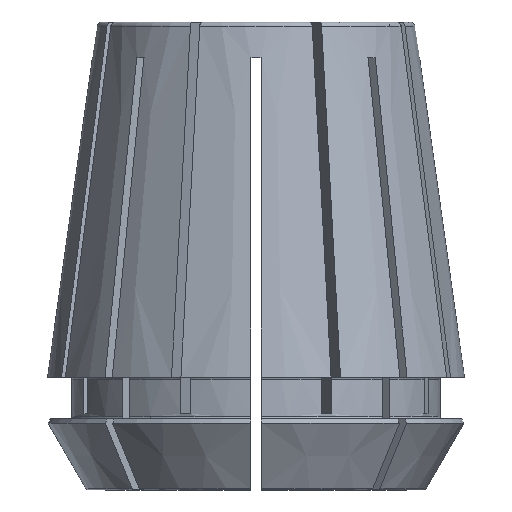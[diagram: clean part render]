
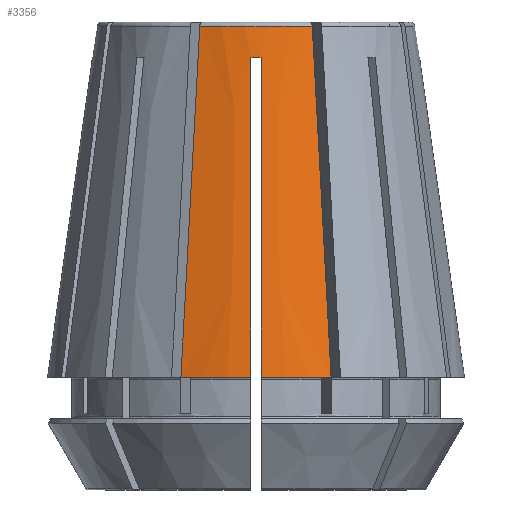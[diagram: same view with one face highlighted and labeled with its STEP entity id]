
A CAD part, left-side view. The second image highlights one B-rep face of the part: STEP entity #3356.
In plain terms, the highlighted conical face has half-angle 8 degrees and reference radius 20.5 mm.
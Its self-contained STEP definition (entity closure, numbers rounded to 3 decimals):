
#49=CONICAL_SURFACE('',#3716,20.5,0.14);
#556=B_SPLINE_CURVE_WITH_KNOTS('',3,(#4946,#4947,#4948,#4949,#4950,#4951,
#4952),.UNSPECIFIED.,.F.,.F.,(4,3,4),(0.025,0.029,
0.057),.UNSPECIFIED.);
#589=B_SPLINE_CURVE_WITH_KNOTS('',3,(#5257,#5258,#5259,#5260,#5261,#5262,
#5263),.UNSPECIFIED.,.F.,.F.,(4,3,4),(0.,0.027,
0.035),.UNSPECIFIED.);
#598=B_SPLINE_CURVE_WITH_KNOTS('',3,(#5347,#5348,#5349,#5350,#5351,#5352,
#5353),.UNSPECIFIED.,.F.,.F.,(4,3,4),(0.,0.027,
0.035),.UNSPECIFIED.);
#672=B_SPLINE_CURVE_WITH_KNOTS('',3,(#6147,#6148,#6149,#6150,#6151,#6152,
#6153),.UNSPECIFIED.,.F.,.F.,(4,3,4),(0.025,0.029,
0.057),.UNSPECIFIED.);
#1493=ORIENTED_EDGE('',*,*,#2125,.T.);
#1494=ORIENTED_EDGE('',*,*,#2243,.F.);
#1495=ORIENTED_EDGE('',*,*,#1843,.F.);
#1496=ORIENTED_EDGE('',*,*,#1830,.T.);
#1497=ORIENTED_EDGE('',*,*,#2089,.T.);
#1498=ORIENTED_EDGE('',*,*,#1956,.F.);
#1499=ORIENTED_EDGE('',*,*,#2244,.F.);
#1500=ORIENTED_EDGE('',*,*,#1927,.T.);
#1830=EDGE_CURVE('',#2350,#2351,#556,.T.);
#1843=EDGE_CURVE('',#2350,#2363,#2653,.T.);
#1927=EDGE_CURVE('',#2436,#2435,#589,.T.);
#1956=EDGE_CURVE('',#2459,#2460,#598,.T.);
#2089=EDGE_CURVE('',#2351,#2460,#2731,.T.);
#2125=EDGE_CURVE('',#2435,#2563,#2750,.T.);
#2243=EDGE_CURVE('',#2363,#2563,#672,.T.);
#2244=EDGE_CURVE('',#2436,#2459,#2791,.T.);
#2350=VERTEX_POINT('',#4953);
#2351=VERTEX_POINT('',#4954);
#2363=VERTEX_POINT('',#4995);
#2435=VERTEX_POINT('',#5256);
#2436=VERTEX_POINT('',#5264);
#2459=VERTEX_POINT('',#5346);
#2460=VERTEX_POINT('',#5354);
#2563=VERTEX_POINT('',#5801);
#2653=CIRCLE('',#3453,16.087);
#2731=CIRCLE('',#3590,20.5);
#2750=CIRCLE('',#3629,20.5);
#2791=CIRCLE('',#3717,15.656);
#2945=EDGE_LOOP('',(#1493,#1494,#1495,#1496,#1497,#1498,#1499,#1500));
#3123=FACE_BOUND('',#2945,.T.);
#3356=ADVANCED_FACE('',(#3123),#49,.T.);
#3453=AXIS2_PLACEMENT_3D('',#4994,#3895,#3896);
#3590=AXIS2_PLACEMENT_3D('',#5716,#4267,#4268);
#3629=AXIS2_PLACEMENT_3D('',#5802,#4358,#4359);
#3716=AXIS2_PLACEMENT_3D('',#6146,#4573,#4574);
#3717=AXIS2_PLACEMENT_3D('',#6154,#4575,#4576);
#3895=DIRECTION('',(0.,0.,-1.));
#3896=DIRECTION('',(-1.,0.,0.));
#4267=DIRECTION('',(0.,0.,1.));
#4268=DIRECTION('',(1.,0.,0.));
#4358=DIRECTION('',(0.,0.,1.));
#4359=DIRECTION('',(1.,0.,0.));
#4573=DIRECTION('',(0.,0.,-1.));
#4574=DIRECTION('',(-1.,0.,0.));
#4575=DIRECTION('',(0.,0.,1.));
#4576=DIRECTION('',(1.,0.,0.));
#4946=CARTESIAN_POINT('',(-16.079,-0.5,42.7));
#4947=CARTESIAN_POINT('',(-16.269,-0.5,41.348));
#4948=CARTESIAN_POINT('',(-16.459,-0.5,39.997));
#4949=CARTESIAN_POINT('',(-16.649,-0.5,38.645));
#4950=CARTESIAN_POINT('',(-17.931,-0.5,29.53));
#4951=CARTESIAN_POINT('',(-19.212,-0.5,20.415));
#4952=CARTESIAN_POINT('',(-20.494,-0.5,11.3));
#4953=CARTESIAN_POINT('',(-16.079,-0.5,42.7));
#4954=CARTESIAN_POINT('',(-20.494,-0.5,11.3));
#4994=CARTESIAN_POINT('',(0.,0.,42.7));
#4995=CARTESIAN_POINT('',(-16.079,0.5,42.7));
#5256=CARTESIAN_POINT('',(-19.125,7.381,11.3));
#5257=CARTESIAN_POINT('',(-14.648,5.526,45.77));
#5258=CARTESIAN_POINT('',(-15.826,6.014,36.697));
#5259=CARTESIAN_POINT('',(-17.005,6.502,27.624));
#5260=CARTESIAN_POINT('',(-18.183,6.991,18.552));
#5261=CARTESIAN_POINT('',(-18.497,7.121,16.134));
#5262=CARTESIAN_POINT('',(-18.811,7.251,13.717));
#5263=CARTESIAN_POINT('',(-19.125,7.381,11.3));
#5264=CARTESIAN_POINT('',(-14.648,5.526,45.77));
#5346=CARTESIAN_POINT('',(-14.648,-5.526,45.77));
#5347=CARTESIAN_POINT('',(-14.648,-5.526,45.77));
#5348=CARTESIAN_POINT('',(-15.826,-6.014,36.697));
#5349=CARTESIAN_POINT('',(-17.005,-6.502,27.624));
#5350=CARTESIAN_POINT('',(-18.183,-6.991,18.552));
#5351=CARTESIAN_POINT('',(-18.497,-7.121,16.134));
#5352=CARTESIAN_POINT('',(-18.811,-7.251,13.717));
#5353=CARTESIAN_POINT('',(-19.125,-7.381,11.3));
#5354=CARTESIAN_POINT('',(-19.125,-7.381,11.3));
#5716=CARTESIAN_POINT('',(0.,0.,11.3));
#5801=CARTESIAN_POINT('',(-20.494,0.5,11.3));
#5802=CARTESIAN_POINT('',(0.,0.,11.3));
#6146=CARTESIAN_POINT('',(0.,0.,11.3));
#6147=CARTESIAN_POINT('',(-16.079,0.5,42.7));
#6148=CARTESIAN_POINT('',(-16.269,0.5,41.348));
#6149=CARTESIAN_POINT('',(-16.459,0.5,39.997));
#6150=CARTESIAN_POINT('',(-16.649,0.5,38.645));
#6151=CARTESIAN_POINT('',(-17.931,0.5,29.53));
#6152=CARTESIAN_POINT('',(-19.212,0.5,20.415));
#6153=CARTESIAN_POINT('',(-20.494,0.5,11.3));
#6154=CARTESIAN_POINT('',(0.,0.,45.77));
